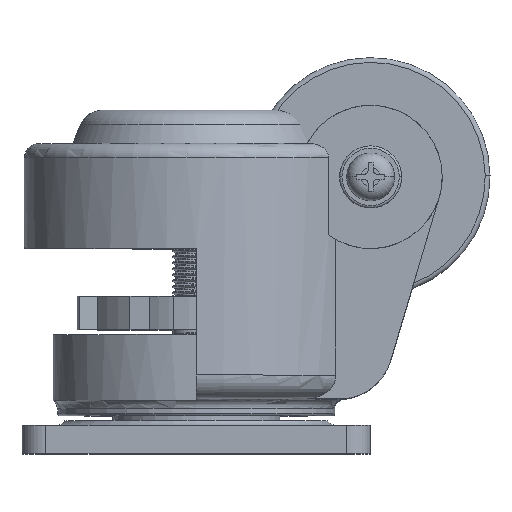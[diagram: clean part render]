
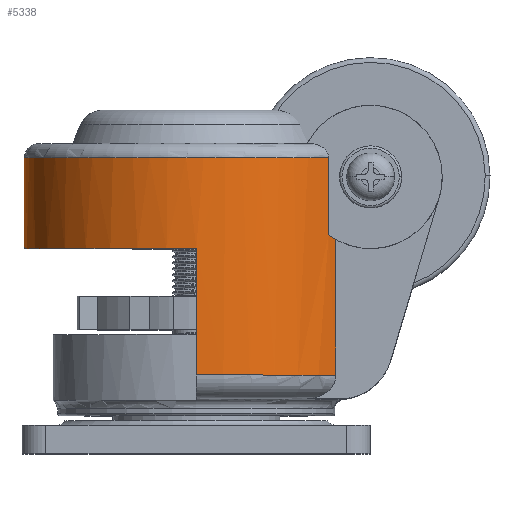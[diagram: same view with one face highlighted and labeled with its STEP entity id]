
A CAD part, top view. The second image highlights one B-rep face of the part: STEP entity #5338.
In plain terms, the highlighted cylindrical face has radius 36 mm (diameter 72 mm), a partial arc.
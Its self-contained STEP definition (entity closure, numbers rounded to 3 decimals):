
#291 = CARTESIAN_POINT ( 'NONE',  ( 58.175, 44.91, -7.909 ) ) ;
#374 = LINE ( 'NONE', #13998, #10576 ) ;
#443 = CARTESIAN_POINT ( 'NONE',  ( 57.847, 45.099, -7.462 ) ) ;
#609 = CARTESIAN_POINT ( 'NONE',  ( 13.319, 62., 3.613 ) ) ;
#665 = EDGE_CURVE ( 'NONE', #4473, #15364, #4906, .T. ) ;
#1185 = CARTESIAN_POINT ( 'NONE',  ( -7., 62., -29. ) ) ;
#1674 = CARTESIAN_POINT ( 'NONE',  ( 56.884, 45.721, -6.229 ) ) ;
#1835 = CARTESIAN_POINT ( 'NONE',  ( 31.214, 62., 7.119 ) ) ;
#2075 = CARTESIAN_POINT ( 'NONE',  ( -7., 62., -29. ) ) ;
#2229 = LINE ( 'NONE', #4816, #9635 ) ;
#2769 = CARTESIAN_POINT ( 'NONE',  ( 56.695, 45.856, -6. ) ) ;
#2793 = VERTEX_POINT ( 'NONE', #14404 ) ;
#2935 = CARTESIAN_POINT ( 'NONE',  ( 29., 16.5, -29. ) ) ;
#3836 = AXIS2_PLACEMENT_3D ( 'NONE', #7337, #10915, #8237 ) ;
#3975 = CARTESIAN_POINT ( 'NONE',  ( -7., 72., -29. ) ) ;
#4178 = CARTESIAN_POINT ( 'NONE',  ( 58.044, 44.984, -7.728 ) ) ;
#4438 = B_SPLINE_CURVE_WITH_KNOTS ( 'NONE', 3,
 ( #5783, #7827, #1674, #5245, #10720, #9490, #11407, #443, #4178, #291, #9122 ),
 .UNSPECIFIED., .F., .F.,
 ( 4, 1, 1, 1, 1, 1, 1, 1, 4 ),
 ( 0., 0.119, 0.239, 0.36, 0.485, 0.61, 0.739, 0.869, 1. ),
 .UNSPECIFIED. ) ;
#4473 = VERTEX_POINT ( 'NONE', #5516 ) ;
#4816 = CARTESIAN_POINT ( 'NONE',  ( 29., 43., 7. ) ) ;
#4823 = CIRCLE ( 'NONE', #11044, 36. ) ;
#4828 = ORIENTED_EDGE ( 'NONE', *, *, #13832, .T. ) ;
#4906 = B_SPLINE_CURVE_WITH_KNOTS ( 'NONE', 3,
 ( #7908, #12844, #6703, #11647, #10422, #7984, #1835, #6780, #11720, #609, #8223, #13313, #8372, #8139, #14301, #13165, #5726, #2075 ),
 .UNSPECIFIED., .F., .F.,
 ( 4, 2, 2, 2, 2, 2, 2, 2, 4 ),
 ( 0., 0.125, 0.25, 0.375, 0.5, 0.625, 0.75, 0.875, 1. ),
 .UNSPECIFIED. ) ;
#5245 = CARTESIAN_POINT ( 'NONE',  ( 57.073, 45.59, -6.462 ) ) ;
#5252 = ORIENTED_EDGE ( 'NONE', *, *, #665, .T. ) ;
#5338 = ADVANCED_FACE ( 'NONE', ( #12197 ), #5971, .T. ) ;
#5516 = CARTESIAN_POINT ( 'NONE',  ( 56.695, 62., -6. ) ) ;
#5726 = CARTESIAN_POINT ( 'NONE',  ( -7., 62., -25.327 ) ) ;
#5783 = CARTESIAN_POINT ( 'NONE',  ( 56.695, 45.856, -6. ) ) ;
#5965 = ORIENTED_EDGE ( 'NONE', *, *, #8290, .F. ) ;
#5971 = CYLINDRICAL_SURFACE ( 'NONE', #3836, 36. ) ;
#6327 = EDGE_CURVE ( 'NONE', #2793, #12533, #6763, .T. ) ;
#6703 = CARTESIAN_POINT ( 'NONE',  ( 51.566, 62., -0.711 ) ) ;
#6752 = DIRECTION ( 'NONE',  ( 0., -1., 0. ) ) ;
#6763 = LINE ( 'NONE', #14043, #13089 ) ;
#6780 = CARTESIAN_POINT ( 'NONE',  ( 23.874, 62., 6.822 ) ) ;
#7337 = CARTESIAN_POINT ( 'NONE',  ( 29., 72., -29. ) ) ;
#7553 = DIRECTION ( 'NONE',  ( 0., -1., 0. ) ) ;
#7692 = ORIENTED_EDGE ( 'NONE', *, *, #10256, .F. ) ;
#7827 = CARTESIAN_POINT ( 'NONE',  ( 56.758, 45.811, -6.076 ) ) ;
#7844 = EDGE_LOOP ( 'NONE', ( #5252, #9626, #11852, #4828, #5965, #11683, #11423, #7692 ) ) ;
#7908 = CARTESIAN_POINT ( 'NONE',  ( 56.695, 62., -6. ) ) ;
#7913 = VERTEX_POINT ( 'NONE', #2769 ) ;
#7984 = CARTESIAN_POINT ( 'NONE',  ( 34.906, 62., 6.702 ) ) ;
#7998 = EDGE_CURVE ( 'NONE', #15364, #12718, #11282, .T. ) ;
#8064 = CARTESIAN_POINT ( 'NONE',  ( -7., 43., -29. ) ) ;
#8139 = CARTESIAN_POINT ( 'NONE',  ( -2.574, 62., -11.32 ) ) ;
#8223 = CARTESIAN_POINT ( 'NONE',  ( 10.057, 62., 1.833 ) ) ;
#8237 = DIRECTION ( 'NONE',  ( -1., 0., 0. ) ) ;
#8290 = EDGE_CURVE ( 'NONE', #2793, #15349, #10989, .T. ) ;
#8372 = CARTESIAN_POINT ( 'NONE',  ( 1.647, 62., -5.308 ) ) ;
#8660 = VECTOR ( 'NONE', #7553, 1000. ) ;
#9032 = DIRECTION ( 'NONE',  ( 0., 0., 1. ) ) ;
#9122 = CARTESIAN_POINT ( 'NONE',  ( 58.24, 44.874, -8. ) ) ;
#9247 = DIRECTION ( 'NONE',  ( 0.812, 0., 0.583 ) ) ;
#9490 = CARTESIAN_POINT ( 'NONE',  ( 57.456, 45.338, -6.948 ) ) ;
#9626 = ORIENTED_EDGE ( 'NONE', *, *, #7998, .T. ) ;
#9635 = VECTOR ( 'NONE', #14692, 1000. ) ;
#10256 = EDGE_CURVE ( 'NONE', #4473, #7913, #374, .T. ) ;
#10422 = CARTESIAN_POINT ( 'NONE',  ( 41.994, 62., 4.773 ) ) ;
#10576 = VECTOR ( 'NONE', #14075, 1000. ) ;
#10720 = CARTESIAN_POINT ( 'NONE',  ( 57.264, 45.463, -6.702 ) ) ;
#10797 = CARTESIAN_POINT ( 'NONE',  ( 29., 43., 7. ) ) ;
#10915 = DIRECTION ( 'NONE',  ( 0., -1., 0. ) ) ;
#10989 = CIRCLE ( 'NONE', #13573, 36. ) ;
#11044 = AXIS2_PLACEMENT_3D ( 'NONE', #11638, #14057, #9032 ) ;
#11282 = LINE ( 'NONE', #3975, #8660 ) ;
#11407 = CARTESIAN_POINT ( 'NONE',  ( 57.651, 45.217, -7.202 ) ) ;
#11423 = ORIENTED_EDGE ( 'NONE', *, *, #15707, .F. ) ;
#11626 = DIRECTION ( 'NONE',  ( 0., 1., 0. ) ) ;
#11638 = CARTESIAN_POINT ( 'NONE',  ( 29., 43., -29. ) ) ;
#11647 = CARTESIAN_POINT ( 'NONE',  ( 45.389, 62., 3.263 ) ) ;
#11683 = ORIENTED_EDGE ( 'NONE', *, *, #6327, .T. ) ;
#11720 = CARTESIAN_POINT ( 'NONE',  ( 20.228, 62., 6.107 ) ) ;
#11852 = ORIENTED_EDGE ( 'NONE', *, *, #14155, .F. ) ;
#12197 = FACE_OUTER_BOUND ( 'NONE', #7844, .T. ) ;
#12533 = VERTEX_POINT ( 'NONE', #13744 ) ;
#12718 = VERTEX_POINT ( 'NONE', #8064 ) ;
#12844 = CARTESIAN_POINT ( 'NONE',  ( 54.348, 62., -3.175 ) ) ;
#13089 = VECTOR ( 'NONE', #11626, 1000. ) ;
#13165 = CARTESIAN_POINT ( 'NONE',  ( -6.434, 62., -21.655 ) ) ;
#13313 = CARTESIAN_POINT ( 'NONE',  ( 4.221, 62., -2.628 ) ) ;
#13573 = AXIS2_PLACEMENT_3D ( 'NONE', #2935, #6752, #9247 ) ;
#13744 = CARTESIAN_POINT ( 'NONE',  ( 58.24, 44.874, -8. ) ) ;
#13820 = CARTESIAN_POINT ( 'NONE',  ( 29., 16.5, 7. ) ) ;
#13832 = EDGE_CURVE ( 'NONE', #15765, #15349, #2229, .T. ) ;
#13998 = CARTESIAN_POINT ( 'NONE',  ( 56.695, 62., -6. ) ) ;
#14043 = CARTESIAN_POINT ( 'NONE',  ( 58.24, 16.5, -8. ) ) ;
#14057 = DIRECTION ( 'NONE',  ( 0., -1., 0. ) ) ;
#14075 = DIRECTION ( 'NONE',  ( 0., -1., 0. ) ) ;
#14155 = EDGE_CURVE ( 'NONE', #15765, #12718, #4823, .T. ) ;
#14301 = CARTESIAN_POINT ( 'NONE',  ( -4.22, 62., -14.651 ) ) ;
#14404 = CARTESIAN_POINT ( 'NONE',  ( 58.24, 16.5, -8. ) ) ;
#14692 = DIRECTION ( 'NONE',  ( 0., -1., 0. ) ) ;
#15349 = VERTEX_POINT ( 'NONE', #13820 ) ;
#15364 = VERTEX_POINT ( 'NONE', #1185 ) ;
#15707 = EDGE_CURVE ( 'NONE', #7913, #12533, #4438, .T. ) ;
#15765 = VERTEX_POINT ( 'NONE', #10797 ) ;
